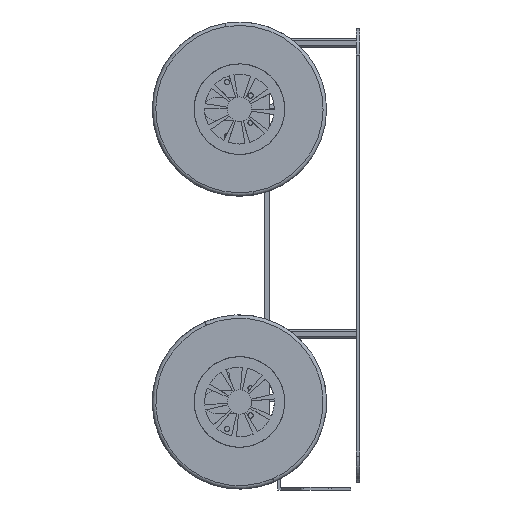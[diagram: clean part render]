
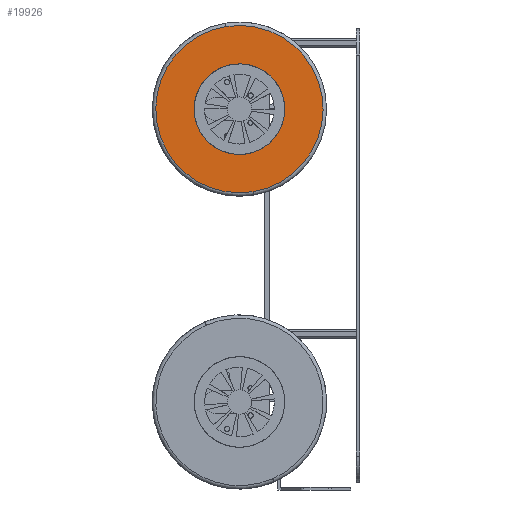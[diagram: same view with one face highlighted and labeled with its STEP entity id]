
A CAD part, left-side view. The second image highlights one B-rep face of the part: STEP entity #19926.
In plain terms, the highlighted face is planar.
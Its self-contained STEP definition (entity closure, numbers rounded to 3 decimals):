
#378 = CARTESIAN_POINT ( 'NONE',  ( 0., 0., 0. ) ) ;
#876 = DIRECTION ( 'NONE',  ( 0., -1., 0. ) ) ;
#1054 = ORIENTED_EDGE ( 'NONE', *, *, #7012, .T. ) ;
#1294 = CIRCLE ( 'NONE', #16560, 48. ) ;
#1898 = DIRECTION ( 'NONE',  ( 0., 1., 0. ) ) ;
#2984 = VERTEX_POINT ( 'NONE', #19653 ) ;
#3335 = VERTEX_POINT ( 'NONE', #4791 ) ;
#3383 = AXIS2_PLACEMENT_3D ( 'NONE', #378, #1898, #12784 ) ;
#3932 = AXIS2_PLACEMENT_3D ( 'NONE', #13369, #11848, #16430 ) ;
#4726 = CARTESIAN_POINT ( 'NONE',  ( 0., 0., 26. ) ) ;
#4791 = CARTESIAN_POINT ( 'NONE',  ( 0., 0., -26. ) ) ;
#4799 = ORIENTED_EDGE ( 'NONE', *, *, #13778, .T. ) ;
#4859 = PLANE ( 'NONE',  #3383 ) ;
#5156 = FACE_BOUND ( 'NONE', #12001, .T. ) ;
#6274 = EDGE_CURVE ( 'NONE', #17907, #3335, #9129, .T. ) ;
#7012 = EDGE_CURVE ( 'NONE', #7615, #2984, #1294, .T. ) ;
#7615 = VERTEX_POINT ( 'NONE', #18754 ) ;
#8397 = DIRECTION ( 'NONE',  ( 0., 1., 0. ) ) ;
#9129 = CIRCLE ( 'NONE', #3932, 26. ) ;
#9340 = ORIENTED_EDGE ( 'NONE', *, *, #17591, .T. ) ;
#9963 = CARTESIAN_POINT ( 'NONE',  ( 0., 0., 0. ) ) ;
#11344 = CARTESIAN_POINT ( 'NONE',  ( 0., 0., 0. ) ) ;
#11447 = CARTESIAN_POINT ( 'NONE',  ( 0., 0., 0. ) ) ;
#11848 = DIRECTION ( 'NONE',  ( 0., 1., 0. ) ) ;
#12001 = EDGE_LOOP ( 'NONE', ( #4799, #13202 ) ) ;
#12784 = DIRECTION ( 'NONE',  ( 0., 0., 1. ) ) ;
#13202 = ORIENTED_EDGE ( 'NONE', *, *, #6274, .T. ) ;
#13302 = DIRECTION ( 'NONE',  ( 0., -1., 0. ) ) ;
#13369 = CARTESIAN_POINT ( 'NONE',  ( 0., 0., 0. ) ) ;
#13645 = AXIS2_PLACEMENT_3D ( 'NONE', #11447, #8397, #13929 ) ;
#13778 = EDGE_CURVE ( 'NONE', #3335, #17907, #15261, .T. ) ;
#13929 = DIRECTION ( 'NONE',  ( 0., 0., 1. ) ) ;
#14315 = FACE_OUTER_BOUND ( 'NONE', #17964, .T. ) ;
#14432 = DIRECTION ( 'NONE',  ( 0., 0., 1. ) ) ;
#15261 = CIRCLE ( 'NONE', #13645, 26. ) ;
#16309 = CIRCLE ( 'NONE', #17937, 48. ) ;
#16430 = DIRECTION ( 'NONE',  ( 0., 0., 1. ) ) ;
#16560 = AXIS2_PLACEMENT_3D ( 'NONE', #9963, #13302, #14432 ) ;
#17548 = DIRECTION ( 'NONE',  ( 0., 0., 1. ) ) ;
#17591 = EDGE_CURVE ( 'NONE', #2984, #7615, #16309, .T. ) ;
#17907 = VERTEX_POINT ( 'NONE', #4726 ) ;
#17937 = AXIS2_PLACEMENT_3D ( 'NONE', #11344, #876, #17548 ) ;
#17964 = EDGE_LOOP ( 'NONE', ( #1054, #9340 ) ) ;
#18754 = CARTESIAN_POINT ( 'NONE',  ( 0., 0., 48. ) ) ;
#19653 = CARTESIAN_POINT ( 'NONE',  ( 0., 0., -48. ) ) ;
#19926 = ADVANCED_FACE ( 'NONE', ( #14315, #5156 ), #4859, .F. ) ;
